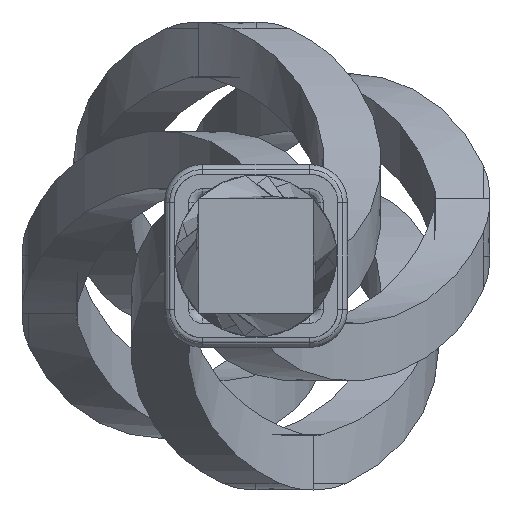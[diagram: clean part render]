
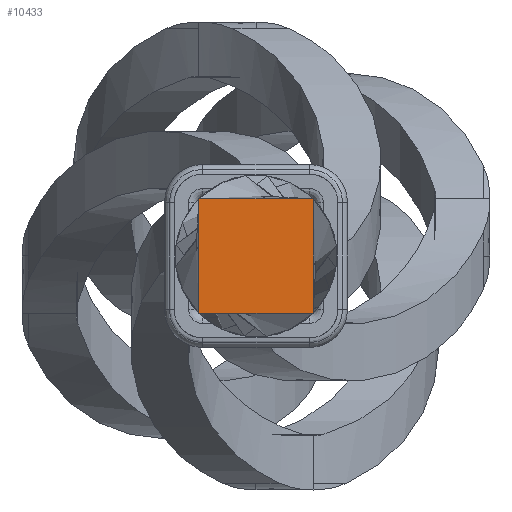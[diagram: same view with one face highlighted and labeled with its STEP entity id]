
A CAD part, front view. The second image highlights one B-rep face of the part: STEP entity #10433.
In plain terms, the highlighted planar face has unit normal (0, -1, 0).
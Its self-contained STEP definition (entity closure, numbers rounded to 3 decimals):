
#580 = CARTESIAN_POINT ( 'NONE',  ( -2., -450., 6. ) ) ;
#1264 = CARTESIAN_POINT ( 'NONE',  ( -6., -450., 6. ) ) ;
#1312 = B_SPLINE_CURVE_WITH_KNOTS ( 'NONE', 3,
 ( #2884, #580, #26136, #3054 ),
 .UNSPECIFIED., .F., .F.,
 ( 4, 4 ),
 ( 0., 1. ),
 .UNSPECIFIED. ) ;
#1815 = EDGE_LOOP ( 'NONE', ( #26863, #16845, #21393, #13112 ) ) ;
#1856 = CARTESIAN_POINT ( 'NONE',  ( 6., -450., -6. ) ) ;
#2884 = CARTESIAN_POINT ( 'NONE',  ( -6., -450., 6. ) ) ;
#3054 = CARTESIAN_POINT ( 'NONE',  ( 6., -450., 6. ) ) ;
#3871 = EDGE_CURVE ( 'NONE', #22743, #4049, #18654, .T. ) ;
#4049 = VERTEX_POINT ( 'NONE', #8894 ) ;
#4540 = B_SPLINE_CURVE_WITH_KNOTS ( 'NONE', 3,
 ( #26091, #18078, #26450, #1264 ),
 .UNSPECIFIED., .F., .F.,
 ( 4, 4 ),
 ( 0., 1. ),
 .UNSPECIFIED. ) ;
#6999 = VERTEX_POINT ( 'NONE', #19900 ) ;
#7868 = CARTESIAN_POINT ( 'NONE',  ( 6., -450., -6. ) ) ;
#8894 = CARTESIAN_POINT ( 'NONE',  ( -6., -450., -6. ) ) ;
#9591 = CARTESIAN_POINT ( 'NONE',  ( 6., -450., 6. ) ) ;
#10433 = ADVANCED_FACE ( 'NONE', ( #15782 ), #26304, .F. ) ;
#11051 = EDGE_CURVE ( 'NONE', #4049, #6999, #4540, .T. ) ;
#11484 = DIRECTION ( 'NONE',  ( 0., 0., 1. ) ) ;
#11761 = CARTESIAN_POINT ( 'NONE',  ( 0., -450., 0. ) ) ;
#11781 = CARTESIAN_POINT ( 'NONE',  ( 6., -450., -2. ) ) ;
#12497 = EDGE_CURVE ( 'NONE', #24127, #22743, #13426, .T. ) ;
#12634 = CARTESIAN_POINT ( 'NONE',  ( 6., -450., -6. ) ) ;
#12729 = CARTESIAN_POINT ( 'NONE',  ( -2., -450., -6. ) ) ;
#13112 = ORIENTED_EDGE ( 'NONE', *, *, #21431, .F. ) ;
#13426 = B_SPLINE_CURVE_WITH_KNOTS ( 'NONE', 3,
 ( #17866, #26145, #11781, #7868 ),
 .UNSPECIFIED., .F., .F.,
 ( 4, 4 ),
 ( 0., 1. ),
 .UNSPECIFIED. ) ;
#15782 = FACE_OUTER_BOUND ( 'NONE', #1815, .T. ) ;
#16725 = CARTESIAN_POINT ( 'NONE',  ( -6., -450., -6. ) ) ;
#16845 = ORIENTED_EDGE ( 'NONE', *, *, #3871, .F. ) ;
#17866 = CARTESIAN_POINT ( 'NONE',  ( 6., -450., 6. ) ) ;
#18024 = DIRECTION ( 'NONE',  ( 0., 1., 0. ) ) ;
#18078 = CARTESIAN_POINT ( 'NONE',  ( -6., -450., -2. ) ) ;
#18654 = B_SPLINE_CURVE_WITH_KNOTS ( 'NONE', 3,
 ( #12634, #22923, #12729, #16725 ),
 .UNSPECIFIED., .F., .F.,
 ( 4, 4 ),
 ( 0., 1. ),
 .UNSPECIFIED. ) ;
#19900 = CARTESIAN_POINT ( 'NONE',  ( -6., -450., 6. ) ) ;
#21393 = ORIENTED_EDGE ( 'NONE', *, *, #12497, .F. ) ;
#21431 = EDGE_CURVE ( 'NONE', #6999, #24127, #1312, .T. ) ;
#22585 = AXIS2_PLACEMENT_3D ( 'NONE', #11761, #18024, #11484 ) ;
#22743 = VERTEX_POINT ( 'NONE', #1856 ) ;
#22923 = CARTESIAN_POINT ( 'NONE',  ( 2., -450., -6. ) ) ;
#24127 = VERTEX_POINT ( 'NONE', #9591 ) ;
#26091 = CARTESIAN_POINT ( 'NONE',  ( -6., -450., -6. ) ) ;
#26136 = CARTESIAN_POINT ( 'NONE',  ( 2., -450., 6. ) ) ;
#26145 = CARTESIAN_POINT ( 'NONE',  ( 6., -450., 2. ) ) ;
#26304 = PLANE ( 'NONE',  #22585 ) ;
#26450 = CARTESIAN_POINT ( 'NONE',  ( -6., -450., 2. ) ) ;
#26863 = ORIENTED_EDGE ( 'NONE', *, *, #11051, .F. ) ;
